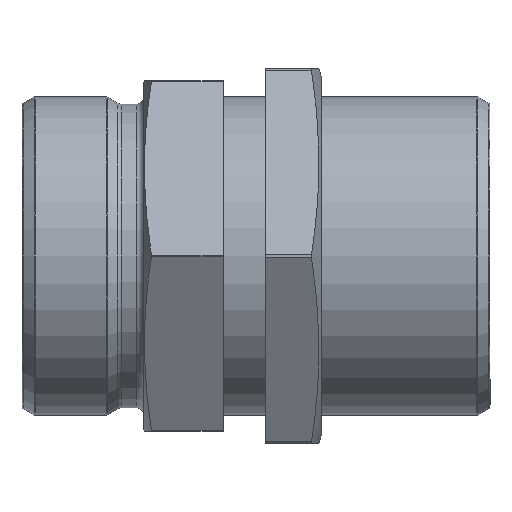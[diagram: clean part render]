
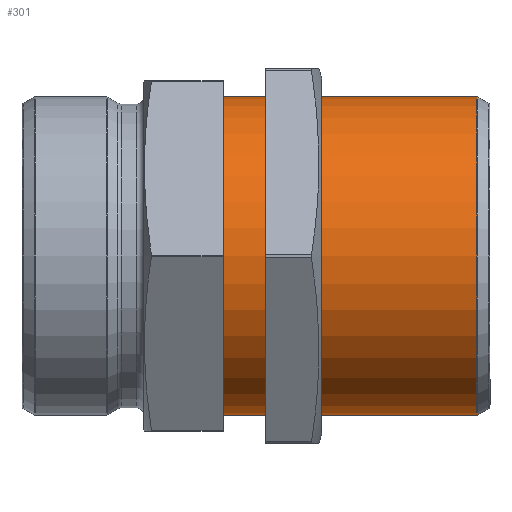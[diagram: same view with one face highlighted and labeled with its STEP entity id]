
A CAD part, front view. The second image highlights one B-rep face of the part: STEP entity #301.
In plain terms, the highlighted cylindrical face has radius 34 mm (diameter 68 mm), a full revolution.
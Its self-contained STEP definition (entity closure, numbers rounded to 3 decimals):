
#236=FACE_BOUND('',#441,.T.);
#237=FACE_BOUND('',#442,.T.);
#301=ADVANCED_FACE('',(#236,#237),#322,.T.);
#322=CYLINDRICAL_SURFACE('',#1095,34.);
#441=EDGE_LOOP('',(#729));
#442=EDGE_LOOP('',(#730));
#729=ORIENTED_EDGE('',*,*,#926,.T.);
#730=ORIENTED_EDGE('',*,*,#922,.F.);
#814=VERTEX_POINT('',#1732);
#818=VERTEX_POINT('',#1743);
#922=EDGE_CURVE('',#814,#814,#976,.T.);
#926=EDGE_CURVE('',#818,#818,#980,.T.);
#976=CIRCLE('',#1087,34.);
#980=CIRCLE('',#1094,34.);
#1087=AXIS2_PLACEMENT_3D('',#1731,#1346,#1347);
#1094=AXIS2_PLACEMENT_3D('',#1742,#1360,#1361);
#1095=AXIS2_PLACEMENT_3D('',#1744,#1362,#1363);
#1346=DIRECTION('',(-1.,0.,0.));
#1347=DIRECTION('',(0.,0.,-1.));
#1360=DIRECTION('',(-1.,0.,0.));
#1361=DIRECTION('',(0.,0.,-1.));
#1362=DIRECTION('',(1.,0.,0.));
#1363=DIRECTION('',(0.,0.,-1.));
#1731=CARTESIAN_POINT('',(43.,0.,0.));
#1732=CARTESIAN_POINT('',(43.,0.,-34.));
#1742=CARTESIAN_POINT('',(97.166,0.,0.));
#1743=CARTESIAN_POINT('',(97.166,0.,-34.));
#1744=CARTESIAN_POINT('',(100.,0.,0.));
